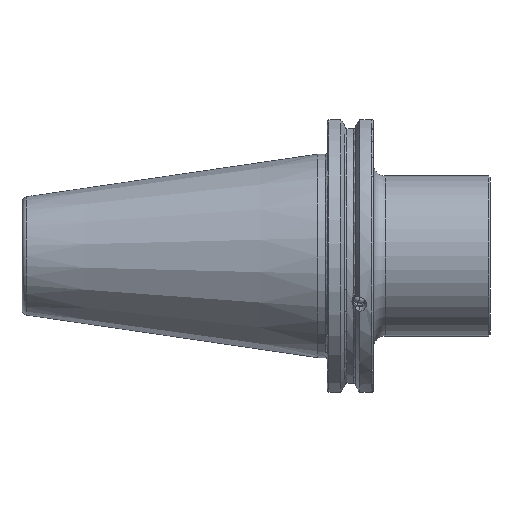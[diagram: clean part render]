
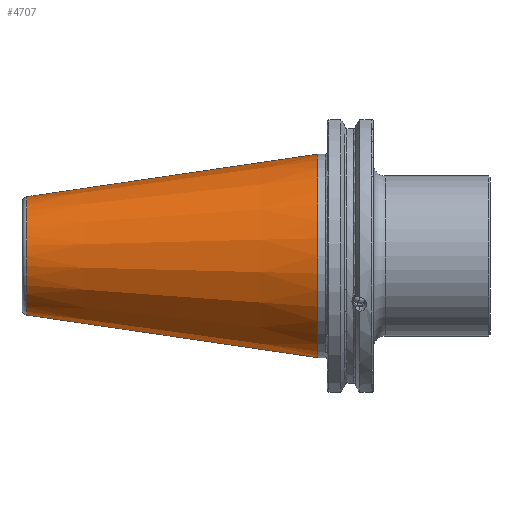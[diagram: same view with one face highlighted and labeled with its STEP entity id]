
A CAD part, front view. The second image highlights one B-rep face of the part: STEP entity #4707.
In plain terms, the highlighted conical face has half-angle 8.297 degrees and reference radius 34.925 mm.
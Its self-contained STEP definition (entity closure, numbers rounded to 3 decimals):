
#422 = FACE_OUTER_BOUND ( 'NONE', #5915, .T. ) ;
#689 = DIRECTION ( 'NONE',  ( 1., 0., 0. ) ) ;
#706 = CARTESIAN_POINT ( 'NONE',  ( -99.889, 0., -20.358 ) ) ;
#885 = CARTESIAN_POINT ( 'NONE',  ( 0., 0., 34.925 ) ) ;
#961 = VERTEX_POINT ( 'NONE', #8196 ) ;
#1326 = CARTESIAN_POINT ( 'NONE',  ( 0., 0., 0. ) ) ;
#1908 = CARTESIAN_POINT ( 'NONE',  ( 0., 0., 34.925 ) ) ;
#1936 = CONICAL_SURFACE ( 'NONE', #6744, 34.925, 0.145 ) ;
#1984 = DIRECTION ( 'NONE',  ( 0., 0., 1. ) ) ;
#2217 = CARTESIAN_POINT ( 'NONE',  ( -99.889, 0., 0. ) ) ;
#2351 = CARTESIAN_POINT ( 'NONE',  ( 0., 0., -34.925 ) ) ;
#2588 = LINE ( 'NONE', #885, #6124 ) ;
#2818 = DIRECTION ( 'NONE',  ( 0.99, 0., 0.144 ) ) ;
#2880 = DIRECTION ( 'NONE',  ( 0., 0., 1. ) ) ;
#3115 = LINE ( 'NONE', #3706, #6437 ) ;
#3478 = EDGE_CURVE ( 'NONE', #5552, #961, #7471, .T. ) ;
#3604 = AXIS2_PLACEMENT_3D ( 'NONE', #1326, #5957, #1984 ) ;
#3654 = EDGE_CURVE ( 'NONE', #5552, #5026, #3115, .T. ) ;
#3706 = CARTESIAN_POINT ( 'NONE',  ( 0., 0., -34.925 ) ) ;
#3914 = ORIENTED_EDGE ( 'NONE', *, *, #3478, .F. ) ;
#4000 = ORIENTED_EDGE ( 'NONE', *, *, #8516, .T. ) ;
#4071 = EDGE_CURVE ( 'NONE', #961, #6878, #2588, .T. ) ;
#4113 = ORIENTED_EDGE ( 'NONE', *, *, #4071, .F. ) ;
#4589 = CARTESIAN_POINT ( 'NONE',  ( 0., 0., 0. ) ) ;
#4707 = ADVANCED_FACE ( 'NONE', ( #422 ), #1936, .T. ) ;
#5026 = VERTEX_POINT ( 'NONE', #2351 ) ;
#5279 = DIRECTION ( 'NONE',  ( 0., 0., -1. ) ) ;
#5552 = VERTEX_POINT ( 'NONE', #706 ) ;
#5915 = EDGE_LOOP ( 'NONE', ( #4113, #3914, #7672, #4000 ) ) ;
#5957 = DIRECTION ( 'NONE',  ( -1., 0., 0. ) ) ;
#6124 = VECTOR ( 'NONE', #2818, 1000. ) ;
#6437 = VECTOR ( 'NONE', #7697, 1000. ) ;
#6527 = CIRCLE ( 'NONE', #3604, 34.925 ) ;
#6744 = AXIS2_PLACEMENT_3D ( 'NONE', #4589, #689, #5279 ) ;
#6868 = DIRECTION ( 'NONE',  ( -1., 0., 0. ) ) ;
#6878 = VERTEX_POINT ( 'NONE', #1908 ) ;
#7161 = AXIS2_PLACEMENT_3D ( 'NONE', #2217, #6868, #2880 ) ;
#7471 = CIRCLE ( 'NONE', #7161, 20.358 ) ;
#7672 = ORIENTED_EDGE ( 'NONE', *, *, #3654, .T. ) ;
#7697 = DIRECTION ( 'NONE',  ( 0.99, 0., -0.144 ) ) ;
#8196 = CARTESIAN_POINT ( 'NONE',  ( -99.889, 0., 20.358 ) ) ;
#8516 = EDGE_CURVE ( 'NONE', #5026, #6878, #6527, .T. ) ;
